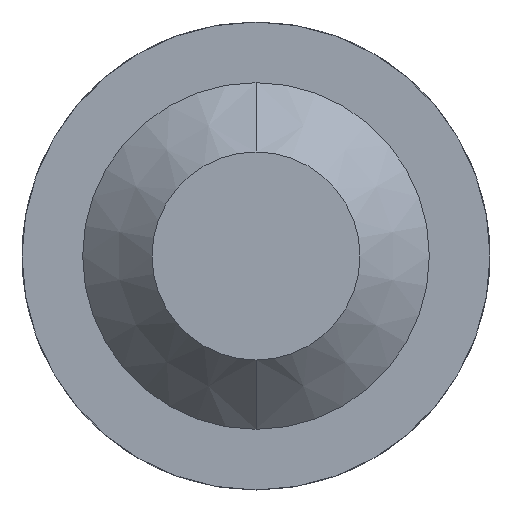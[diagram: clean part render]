
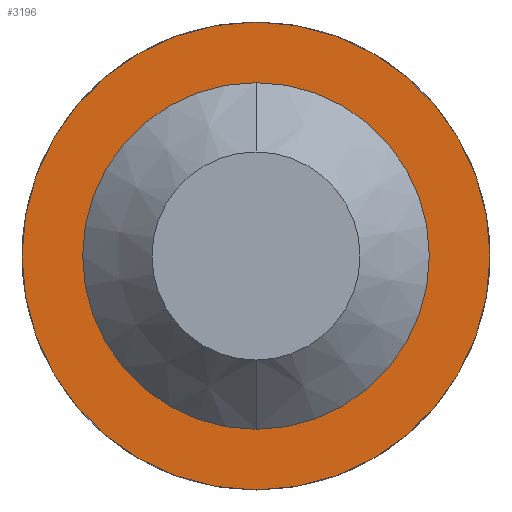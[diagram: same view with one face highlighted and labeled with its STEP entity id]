
A CAD part, front view. The second image highlights one B-rep face of the part: STEP entity #3196.
In plain terms, the highlighted planar face has unit normal (0, -1, 0).
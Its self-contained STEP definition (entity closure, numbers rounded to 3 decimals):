
#49 = DIRECTION ( 'NONE',  ( 0., 0., -1. ) ) ;
#78 = VERTEX_POINT ( 'NONE', #2535 ) ;
#147 = AXIS2_PLACEMENT_3D ( 'NONE', #3450, #676, #1503 ) ;
#172 = AXIS2_PLACEMENT_3D ( 'NONE', #1396, #580, #49 ) ;
#380 = VERTEX_POINT ( 'NONE', #3421 ) ;
#409 = CARTESIAN_POINT ( 'NONE',  ( 0., 12., 0. ) ) ;
#540 = VERTEX_POINT ( 'NONE', #1282 ) ;
#580 = DIRECTION ( 'NONE',  ( 0., -1., 0. ) ) ;
#603 = DIRECTION ( 'NONE',  ( 0., -1., 0. ) ) ;
#676 = DIRECTION ( 'NONE',  ( 0., -1., 0. ) ) ;
#737 = ORIENTED_EDGE ( 'NONE', *, *, #3195, .T. ) ;
#825 = AXIS2_PLACEMENT_3D ( 'NONE', #409, #992, #1815 ) ;
#845 = CARTESIAN_POINT ( 'NONE',  ( 0., 12., 0. ) ) ;
#902 = AXIS2_PLACEMENT_3D ( 'NONE', #845, #1406, #2497 ) ;
#992 = DIRECTION ( 'NONE',  ( 0., -1., 0. ) ) ;
#1009 = PLANE ( 'NONE',  #147 ) ;
#1119 = FACE_OUTER_BOUND ( 'NONE', #1625, .T. ) ;
#1282 = CARTESIAN_POINT ( 'NONE',  ( 0., 12., -0.5 ) ) ;
#1396 = CARTESIAN_POINT ( 'NONE',  ( 0., 12., 0. ) ) ;
#1406 = DIRECTION ( 'NONE',  ( 0., -1., 0. ) ) ;
#1503 = DIRECTION ( 'NONE',  ( 0., 0., -1. ) ) ;
#1625 = EDGE_LOOP ( 'NONE', ( #3275, #737 ) ) ;
#1815 = DIRECTION ( 'NONE',  ( 0., 0., -1. ) ) ;
#1852 = CIRCLE ( 'NONE', #825, 0.675 ) ;
#1953 = DIRECTION ( 'NONE',  ( 0., 0., -1. ) ) ;
#2000 = EDGE_CURVE ( 'Defeature ausgef�hrt2_2+Defeature ausgef�hrt2_4+Defeature ausgef�hrt2_4+Defeature ausgef�hrt2_4', #2444, #540, #2118, .T. ) ;
#2118 = CIRCLE ( 'NONE', #2947, 0.5 ) ;
#2228 = ORIENTED_EDGE ( 'NONE', *, *, #2588, .F. ) ;
#2307 = ORIENTED_EDGE ( 'NONE', *, *, #2000, .F. ) ;
#2444 = VERTEX_POINT ( 'NONE', #3303 ) ;
#2497 = DIRECTION ( 'NONE',  ( 0., 0., -1. ) ) ;
#2535 = CARTESIAN_POINT ( 'NONE',  ( 0., 12., 0.675 ) ) ;
#2543 = CIRCLE ( 'NONE', #172, 0.5 ) ;
#2588 = EDGE_CURVE ( 'Defeature ausgef�hrt2_2+Defeature ausgef�hrt2_4+Defeature ausgef�hrt2_4+Defeature ausgef�hrt2_4', #540, #2444, #2543, .T. ) ;
#2665 = CIRCLE ( 'NONE', #902, 0.675 ) ;
#2912 = EDGE_CURVE ( 'Defeature ausgef�hrt2_4+Defeature ausgef�hrt2_5+Defeature ausgef�hrt2_5+Defeature ausgef�hrt2_5', #380, #78, #2665, .T. ) ;
#2947 = AXIS2_PLACEMENT_3D ( 'NONE', #3322, #603, #1953 ) ;
#2966 = FACE_BOUND ( 'NONE', #3349, .T. ) ;
#3195 = EDGE_CURVE ( 'Defeature ausgef�hrt2_4+Defeature ausgef�hrt2_5+Defeature ausgef�hrt2_5+Defeature ausgef�hrt2_5', #78, #380, #1852, .T. ) ;
#3196 = ADVANCED_FACE ( 'Defeature ausgef�hrt2_4', ( #1119, #2966 ), #1009, .T. ) ;
#3275 = ORIENTED_EDGE ( 'NONE', *, *, #2912, .T. ) ;
#3303 = CARTESIAN_POINT ( 'NONE',  ( 0., 12., 0.5 ) ) ;
#3322 = CARTESIAN_POINT ( 'NONE',  ( 0., 12., 0. ) ) ;
#3349 = EDGE_LOOP ( 'NONE', ( #2228, #2307 ) ) ;
#3421 = CARTESIAN_POINT ( 'NONE',  ( 0., 12., -0.675 ) ) ;
#3450 = CARTESIAN_POINT ( 'NONE',  ( 0.5, 12., 0. ) ) ;
